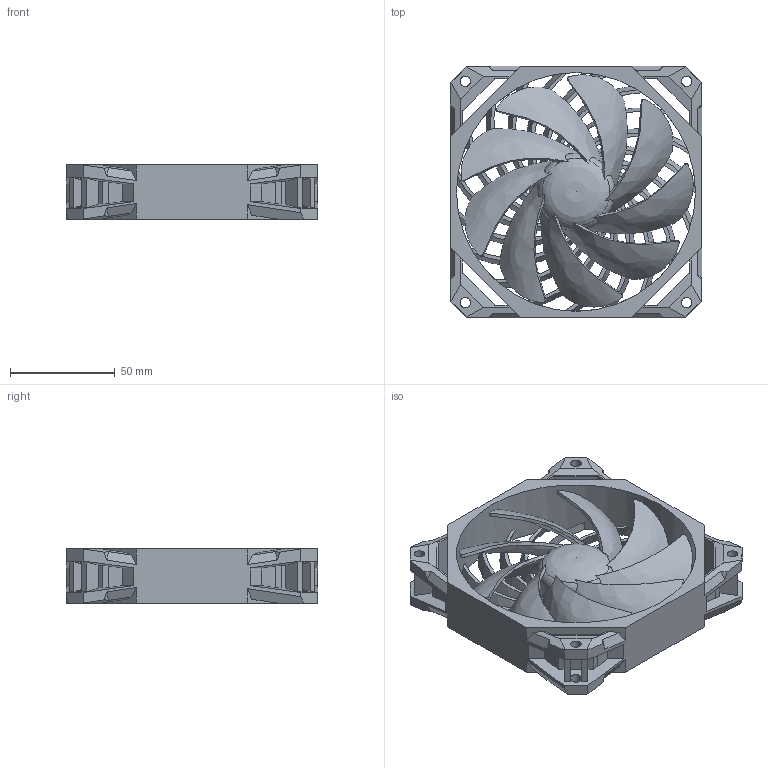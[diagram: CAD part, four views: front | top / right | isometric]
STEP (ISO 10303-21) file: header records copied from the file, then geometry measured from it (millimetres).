
FILE_DESCRIPTION(/* description */ (''),/* implementation_level */ '2;1');
FILE_NAME(/* name */ '風扇.stp',/* time_stamp */ '2020-10-08T23:05:52+08:00',/* author */ (''),/* organization */ (''),/* preprocessor_version */ 'ST-DEVELOPER v16.7',/* originating_system */ 'SIEMENS PLM Software NX 1938',/* authorisation */ '');
FILE_SCHEMA (('AUTOMOTIVE_DESIGN { 1 0 10303 214 3 1 1 1 }'));
Length unit declared in the file: millimetre
Products named in the file (1): 34611AA88695vtfx
Bounding box: 120 x 120 x 26 mm (x, y, z)
Volume: 118836.2 mm3; surface area: 79105.3 mm2
Topology: 2 solids, 2 shells, 302 faces, 982 edges, 657 vertices
Faces by surface type: plane 152, bspline 72, cone 37, cylinder 31, torus 9, revolution 1
Full cylindrical faces by diameter (mm): 5 x8, 36.955 x1, 114 x1
Entity records: 17133 total; most frequent: CARTESIAN_POINT 9164, ORIENTED_EDGE 1908, DIRECTION 1295, EDGE_CURVE 954, VERTEX_POINT 643, LINE 470, VECTOR 470, AXIS2_PLACEMENT_3D 412
